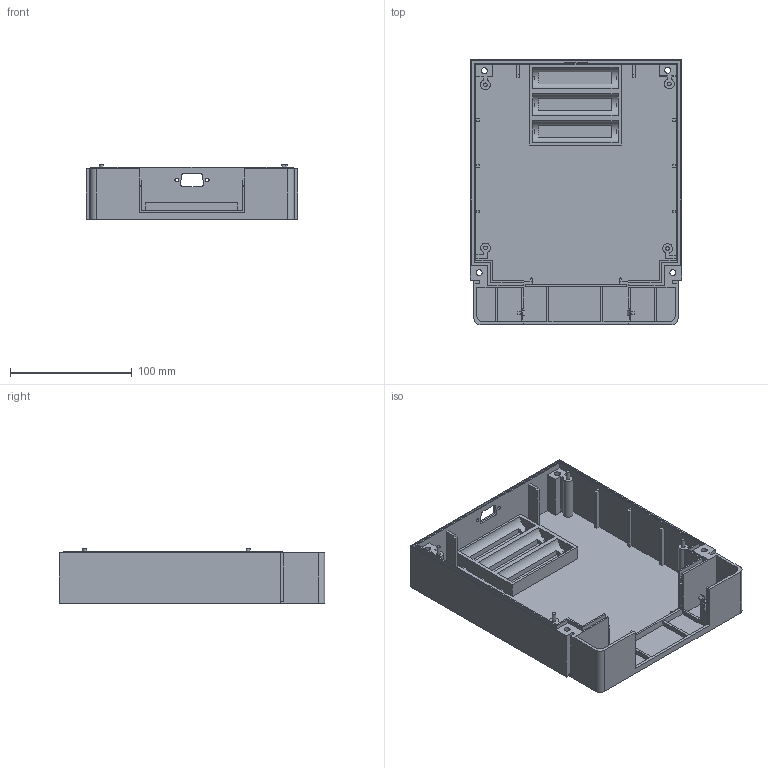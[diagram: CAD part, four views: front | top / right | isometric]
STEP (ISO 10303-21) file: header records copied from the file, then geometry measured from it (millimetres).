
FILE_DESCRIPTION(/* description */ (''),/* implementation_level */ '2;1');
FILE_NAME(/* name */ 'BASE 18_07_2022 v0.step',/* time_stamp */ '2022-07-18T08:50:12+01:00',/* author */ (''),/* organization */ (''),/* preprocessor_version */ 'ST-DEVELOPER v19',/* originating_system */ 'Autodesk Translation Framework v11.7.0.108',/* authorisation */ '');
FILE_SCHEMA (('AUTOMOTIVE_DESIGN { 1 0 10303 214 3 1 1 }'));
Length unit declared in the file: millimetre
Products named in the file (1): BASE 18_07_2022
Bounding box: 173.3 x 218 x 44.7 mm (x, y, z)
Volume: 231966 mm3; surface area: 168528.7 mm2
Topology: 1 solids, 1 shells, 352 faces, 1051 edges, 700 vertices
Faces by surface type: plane 297, cylinder 51, bspline 4
Full cylindrical faces by diameter (mm): 3 x6, 5 x4
Entity records: 12243 total; most frequent: CARTESIAN_POINT 2570, ORIENTED_EDGE 2102, DIRECTION 1863, EDGE_CURVE 1051, LINE 921, VECTOR 921, VERTEX_POINT 700, AXIS2_PLACEMENT_3D 471
